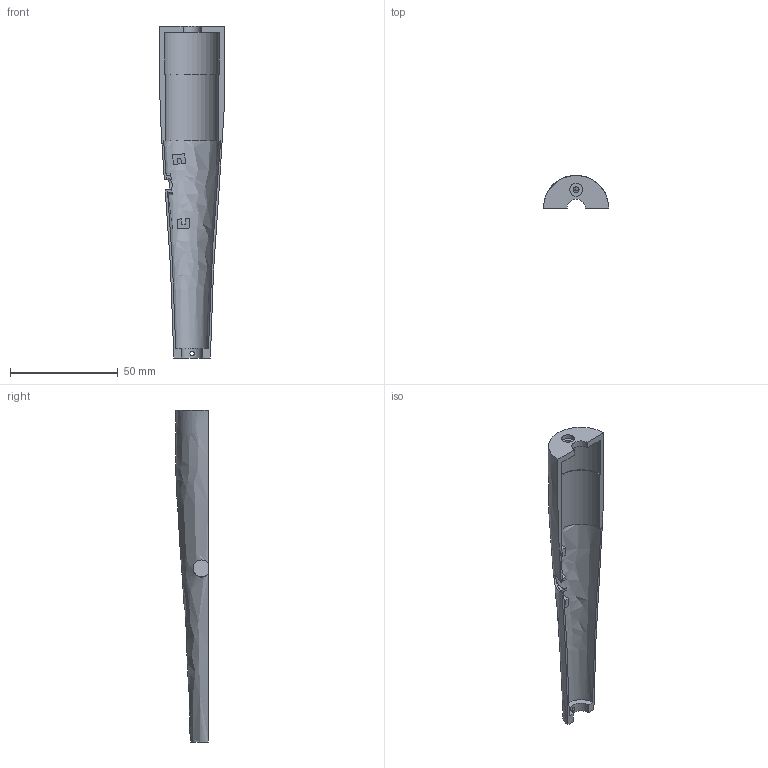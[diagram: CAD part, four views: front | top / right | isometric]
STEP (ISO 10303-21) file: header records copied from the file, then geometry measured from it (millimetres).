
FILE_DESCRIPTION(/* description */ (''),/* implementation_level */ '2;1');
FILE_NAME(/* name */ 'ForkBody_Cover.step',/* time_stamp */ '2024-04-13T15:39:58+09:00',/* author */ (''),/* organization */ (''),/* preprocessor_version */ 'ST-DEVELOPER v20',/* originating_system */ 'Autodesk Translation Framework v12.20.1.177',/* authorisation */ '');
FILE_SCHEMA (('AUTOMOTIVE_DESIGN { 1 0 10303 214 3 1 1 }'));
Length unit declared in the file: millimetre
Products named in the file (1): ForkBody_Cover
Bounding box: 30.3 x 15.21 x 154.01 mm (x, y, z)
Volume: 9830.1 mm3; surface area: 12454.6 mm2
Topology: 1 solids, 1 shells, 52 faces, 147 edges, 100 vertices
Faces by surface type: plane 37, cylinder 11, bspline 4
Full cylindrical faces by diameter (mm): 2 x1, 2.729 x1, 6 x1
Entity records: 2342 total; most frequent: CARTESIAN_POINT 1031, ORIENTED_EDGE 294, DIRECTION 216, EDGE_CURVE 147, VERTEX_POINT 100, LINE 80, VECTOR 80, AXIS2_PLACEMENT_3D 68
